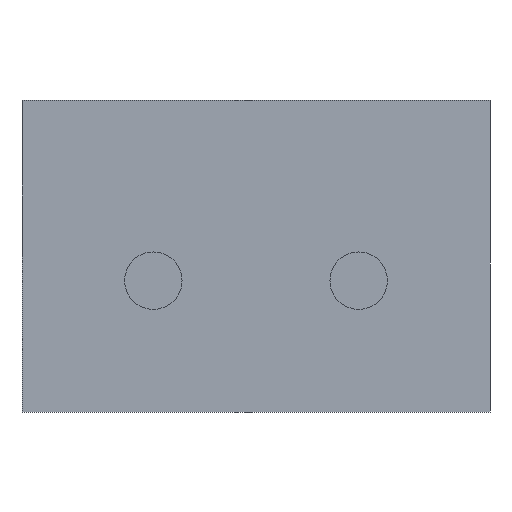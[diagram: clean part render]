
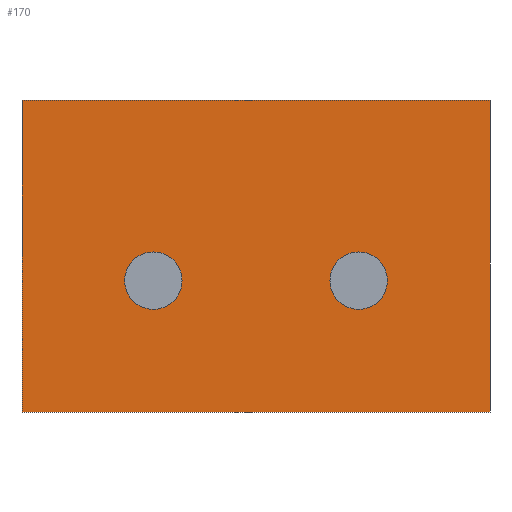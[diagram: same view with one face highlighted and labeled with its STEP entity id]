
A CAD part, front view. The second image highlights one B-rep face of the part: STEP entity #170.
In plain terms, the highlighted planar face has unit normal (0, -1, 0).
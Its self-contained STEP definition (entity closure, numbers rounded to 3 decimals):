
#56 = ORIENTED_EDGE ( 'NONE', *, *, #181, .T. ) ;
#81 = EDGE_LOOP ( 'NONE', ( #115, #56 ) ) ;
#82 = VERTEX_POINT ( 'NONE', #555 ) ;
#83 = ORIENTED_EDGE ( 'NONE', *, *, #342, .T. ) ;
#90 = EDGE_CURVE ( 'NONE', #100, #82, #601, .T. ) ;
#99 = EDGE_CURVE ( 'NONE', #100, #123, #669, .T. ) ;
#100 = VERTEX_POINT ( 'NONE', #665 ) ;
#113 = ORIENTED_EDGE ( 'NONE', *, *, #114, .T. ) ;
#114 = EDGE_CURVE ( 'NONE', #357, #343, #687, .T. ) ;
#115 = ORIENTED_EDGE ( 'NONE', *, *, #418, .T. ) ;
#123 = VERTEX_POINT ( 'NONE', #754 ) ;
#143 = EDGE_CURVE ( 'NONE', #82, #165, #735, .T. ) ;
#151 = EDGE_LOOP ( 'NONE', ( #83, #113 ) ) ;
#165 = VERTEX_POINT ( 'NONE', #714 ) ;
#170 = ADVANCED_FACE ( 'NONE', ( #855, #854, #853 ), #838, .F. ) ;
#181 = EDGE_CURVE ( 'NONE', #423, #261, #894, .T. ) ;
#182 = ORIENTED_EDGE ( 'NONE', *, *, #90, .F. ) ;
#183 = ORIENTED_EDGE ( 'NONE', *, *, #200, .T. ) ;
#196 = ORIENTED_EDGE ( 'NONE', *, *, #143, .F. ) ;
#197 = ORIENTED_EDGE ( 'NONE', *, *, #99, .T. ) ;
#199 = EDGE_LOOP ( 'NONE', ( #183, #196, #182, #197 ) ) ;
#200 = EDGE_CURVE ( 'NONE', #123, #165, #1038, .T. ) ;
#261 = VERTEX_POINT ( 'NONE', #1153 ) ;
#342 = EDGE_CURVE ( 'NONE', #343, #357, #1229, .T. ) ;
#343 = VERTEX_POINT ( 'NONE', #1518 ) ;
#357 = VERTEX_POINT ( 'NONE', #1474 ) ;
#418 = EDGE_CURVE ( 'NONE', #261, #423, #1359, .T. ) ;
#423 = VERTEX_POINT ( 'NONE', #1354 ) ;
#555 = CARTESIAN_POINT ( 'NONE',  ( 5.7, 0., 3.8 ) ) ;
#598 = DIRECTION ( 'NONE',  ( 1., 0., 0. ) ) ;
#599 = VECTOR ( 'NONE', #598, 1000. ) ;
#600 = CARTESIAN_POINT ( 'NONE',  ( 0., 0., 3.8 ) ) ;
#601 = LINE ( 'NONE', #600, #599 ) ;
#665 = CARTESIAN_POINT ( 'NONE',  ( 0., 0., 3.8 ) ) ;
#666 = DIRECTION ( 'NONE',  ( 0., 0., -1. ) ) ;
#667 = VECTOR ( 'NONE', #666, 1000. ) ;
#668 = CARTESIAN_POINT ( 'NONE',  ( 0., 0., 3.8 ) ) ;
#669 = LINE ( 'NONE', #668, #667 ) ;
#684 = DIRECTION ( 'NONE',  ( 0., 0., 1. ) ) ;
#685 = DIRECTION ( 'NONE',  ( 0., 1., 0. ) ) ;
#686 = AXIS2_PLACEMENT_3D ( 'NONE', #693, #685, #684 ) ;
#687 = CIRCLE ( 'NONE', #686, 0.35 ) ;
#693 = CARTESIAN_POINT ( 'NONE',  ( 4.1, 0., 1.6 ) ) ;
#714 = CARTESIAN_POINT ( 'NONE',  ( 5.7, 0., 0. ) ) ;
#733 = VECTOR ( 'NONE', #796, 1000. ) ;
#734 = CARTESIAN_POINT ( 'NONE',  ( 5.7, 0., 3.8 ) ) ;
#735 = LINE ( 'NONE', #734, #733 ) ;
#754 = CARTESIAN_POINT ( 'NONE',  ( 0., 0., 0. ) ) ;
#796 = DIRECTION ( 'NONE',  ( 0., 0., -1. ) ) ;
#833 = DIRECTION ( 'NONE',  ( 0., 0., 1. ) ) ;
#834 = DIRECTION ( 'NONE',  ( 0., 1., 0. ) ) ;
#835 = CARTESIAN_POINT ( 'NONE',  ( 0., 0., 3.8 ) ) ;
#836 = AXIS2_PLACEMENT_3D ( 'NONE', #835, #834, #833 ) ;
#838 = PLANE ( 'NONE',  #836 ) ;
#853 = FACE_OUTER_BOUND ( 'NONE', #199, .T. ) ;
#854 = FACE_BOUND ( 'NONE', #81, .T. ) ;
#855 = FACE_BOUND ( 'NONE', #151, .T. ) ;
#886 = DIRECTION ( 'NONE',  ( 0., 0., 1. ) ) ;
#887 = DIRECTION ( 'NONE',  ( 0., 1., 0. ) ) ;
#888 = CARTESIAN_POINT ( 'NONE',  ( 1.6, 0., 1.6 ) ) ;
#889 = AXIS2_PLACEMENT_3D ( 'NONE', #888, #887, #886 ) ;
#894 = CIRCLE ( 'NONE', #889, 0.35 ) ;
#1035 = DIRECTION ( 'NONE',  ( 1., 0., 0. ) ) ;
#1036 = VECTOR ( 'NONE', #1035, 1000. ) ;
#1037 = CARTESIAN_POINT ( 'NONE',  ( 0., 0., 0. ) ) ;
#1038 = LINE ( 'NONE', #1037, #1036 ) ;
#1153 = CARTESIAN_POINT ( 'NONE',  ( 1.6, 0., 1.95 ) ) ;
#1225 = DIRECTION ( 'NONE',  ( 0., 0., 1. ) ) ;
#1226 = DIRECTION ( 'NONE',  ( 0., 1., 0. ) ) ;
#1227 = CARTESIAN_POINT ( 'NONE',  ( 4.1, 0., 1.6 ) ) ;
#1228 = AXIS2_PLACEMENT_3D ( 'NONE', #1227, #1226, #1225 ) ;
#1229 = CIRCLE ( 'NONE', #1228, 0.35 ) ;
#1354 = CARTESIAN_POINT ( 'NONE',  ( 1.6, 0., 1.25 ) ) ;
#1355 = DIRECTION ( 'NONE',  ( 0., 0., 1. ) ) ;
#1356 = DIRECTION ( 'NONE',  ( 0., 1., 0. ) ) ;
#1357 = CARTESIAN_POINT ( 'NONE',  ( 1.6, 0., 1.6 ) ) ;
#1358 = AXIS2_PLACEMENT_3D ( 'NONE', #1357, #1356, #1355 ) ;
#1359 = CIRCLE ( 'NONE', #1358, 0.35 ) ;
#1474 = CARTESIAN_POINT ( 'NONE',  ( 4.1, 0., 1.25 ) ) ;
#1518 = CARTESIAN_POINT ( 'NONE',  ( 4.1, 0., 1.95 ) ) ;
